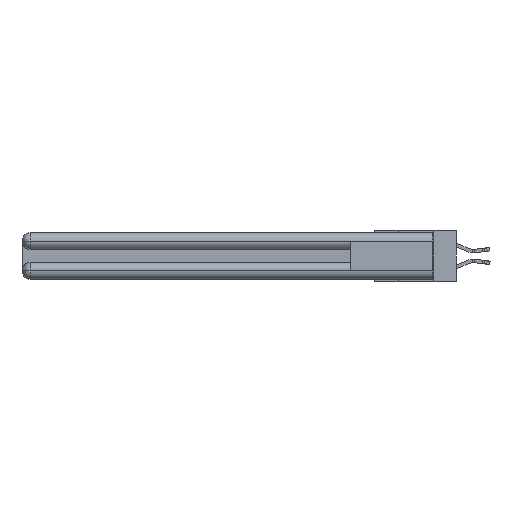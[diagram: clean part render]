
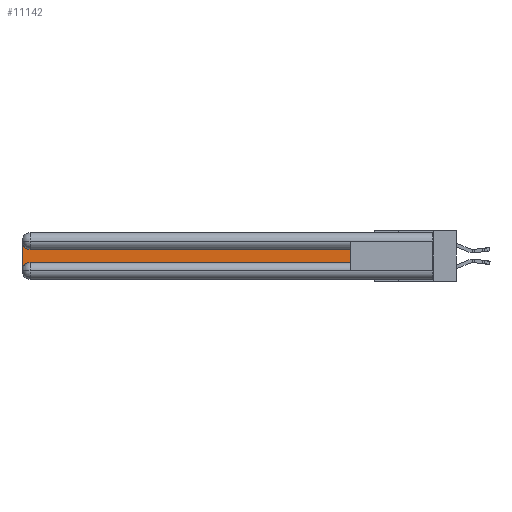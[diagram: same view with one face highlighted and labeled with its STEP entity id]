
A CAD part, left-side view. The second image highlights one B-rep face of the part: STEP entity #11142.
In plain terms, the highlighted planar face has unit normal (-1, 0, 0).
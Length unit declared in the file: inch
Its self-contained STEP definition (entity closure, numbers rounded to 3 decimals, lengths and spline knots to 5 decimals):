
#61 = DIRECTION ( 'NONE',  ( 0., 0., -1. ) ) ;
#408 = LINE ( 'NONE', #23802, #8661 ) ;
#762 = ORIENTED_EDGE ( 'NONE', *, *, #10971, .T. ) ;
#1155 = VERTEX_POINT ( 'NONE', #20729 ) ;
#1620 = DIRECTION ( 'NONE',  ( 0., 0., -1. ) ) ;
#1887 = DIRECTION ( 'NONE',  ( 0., 0., -1. ) ) ;
#2645 = CARTESIAN_POINT ( 'NONE',  ( 0.075, 2.94, -0.2175 ) ) ;
#2709 = EDGE_CURVE ( 'NONE', #26495, #20002, #408, .T. ) ;
#2789 = DIRECTION ( 'NONE',  ( 0., 0., 1. ) ) ;
#5103 = CARTESIAN_POINT ( 'NONE',  ( 0.075, 0.6, -0.2175 ) ) ;
#6035 = LINE ( 'NONE', #23230, #19102 ) ;
#6112 = VERTEX_POINT ( 'NONE', #2645 ) ;
#6684 = DIRECTION ( 'NONE',  ( 1., 0., 0. ) ) ;
#7125 = LINE ( 'NONE', #13780, #8486 ) ;
#7229 = CARTESIAN_POINT ( 'NONE',  ( 0.075, 0.6, -0.1225 ) ) ;
#7666 = EDGE_CURVE ( 'NONE', #1155, #20308, #26079, .T. ) ;
#7905 = CARTESIAN_POINT ( 'NONE',  ( 0.075, 3., -0.2775 ) ) ;
#8276 = CARTESIAN_POINT ( 'NONE',  ( 0.075, 3., -0.0625 ) ) ;
#8482 = ORIENTED_EDGE ( 'NONE', *, *, #22021, .T. ) ;
#8486 = VECTOR ( 'NONE', #2789, 39.37008 ) ;
#8661 = VECTOR ( 'NONE', #1620, 39.37008 ) ;
#8758 = EDGE_LOOP ( 'NONE', ( #26189, #21017, #16889, #18619, #762, #8482 ) ) ;
#8956 = VERTEX_POINT ( 'NONE', #5103 ) ;
#10843 = EDGE_CURVE ( 'NONE', #20308, #26495, #25025, .T. ) ;
#10971 = EDGE_CURVE ( 'NONE', #6112, #8956, #6035, .T. ) ;
#11142 = ADVANCED_FACE ( 'NONE', ( #17388 ), #26030, .F. ) ;
#12084 = DIRECTION ( 'NONE',  ( 0., 0., -1. ) ) ;
#13780 = CARTESIAN_POINT ( 'NONE',  ( 0.075, 0.6, -0.2175 ) ) ;
#14465 = DIRECTION ( 'NONE',  ( 1., 0., 0. ) ) ;
#15741 = AXIS2_PLACEMENT_3D ( 'NONE', #17617, #24276, #61 ) ;
#16238 = CIRCLE ( 'NONE', #15741, 0.06 ) ;
#16287 = CARTESIAN_POINT ( 'NONE',  ( 0.075, 2.94, -0.0625 ) ) ;
#16889 = ORIENTED_EDGE ( 'NONE', *, *, #2709, .T. ) ;
#17388 = FACE_OUTER_BOUND ( 'NONE', #8758, .T. ) ;
#17617 = CARTESIAN_POINT ( 'NONE',  ( 0.075, 2.94, -0.2775 ) ) ;
#18458 = VECTOR ( 'NONE', #23452, 39.37008 ) ;
#18619 = ORIENTED_EDGE ( 'NONE', *, *, #24344, .T. ) ;
#19102 = VECTOR ( 'NONE', #25575, 39.37008 ) ;
#19574 = AXIS2_PLACEMENT_3D ( 'NONE', #16287, #14465, #12084 ) ;
#20002 = VERTEX_POINT ( 'NONE', #7905 ) ;
#20308 = VERTEX_POINT ( 'NONE', #27201 ) ;
#20729 = CARTESIAN_POINT ( 'NONE',  ( 0.075, 0.6, -0.1225 ) ) ;
#21017 = ORIENTED_EDGE ( 'NONE', *, *, #10843, .T. ) ;
#21430 = AXIS2_PLACEMENT_3D ( 'NONE', #21973, #6684, #1887 ) ;
#21973 = CARTESIAN_POINT ( 'NONE',  ( 0.075, 3., -0.1225 ) ) ;
#22021 = EDGE_CURVE ( 'NONE', #8956, #1155, #7125, .T. ) ;
#23230 = CARTESIAN_POINT ( 'NONE',  ( 0.075, 0.6, -0.2175 ) ) ;
#23452 = DIRECTION ( 'NONE',  ( 0., 1., 0. ) ) ;
#23802 = CARTESIAN_POINT ( 'NONE',  ( 0.075, 3., -0.2175 ) ) ;
#24276 = DIRECTION ( 'NONE',  ( 1., 0., 0. ) ) ;
#24344 = EDGE_CURVE ( 'NONE', #20002, #6112, #16238, .T. ) ;
#25025 = CIRCLE ( 'NONE', #19574, 0.06 ) ;
#25575 = DIRECTION ( 'NONE',  ( 0., -1., 0. ) ) ;
#26030 = PLANE ( 'NONE',  #21430 ) ;
#26079 = LINE ( 'NONE', #7229, #18458 ) ;
#26189 = ORIENTED_EDGE ( 'NONE', *, *, #7666, .T. ) ;
#26495 = VERTEX_POINT ( 'NONE', #8276 ) ;
#27201 = CARTESIAN_POINT ( 'NONE',  ( 0.075, 2.94, -0.1225 ) ) ;
